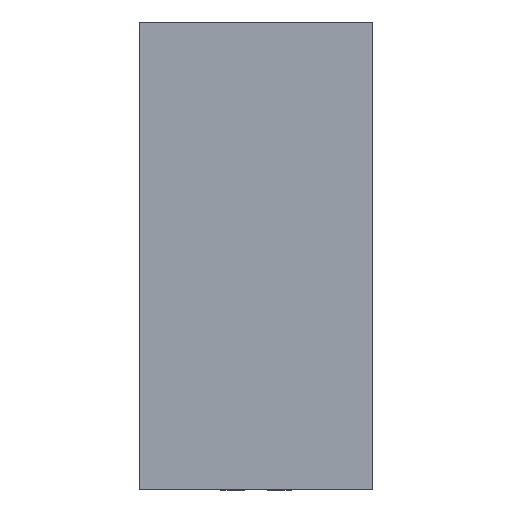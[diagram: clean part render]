
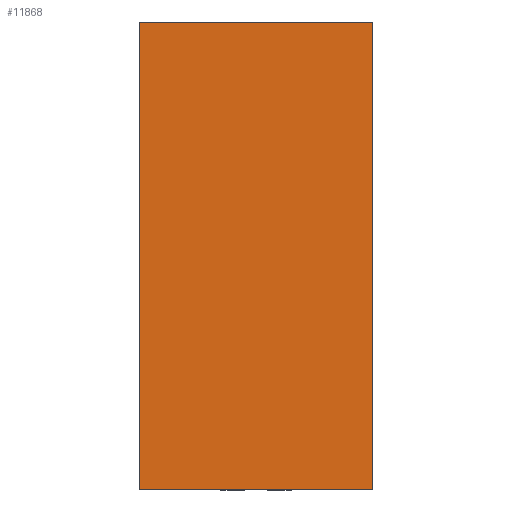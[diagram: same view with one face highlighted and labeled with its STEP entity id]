
A CAD part, top view. The second image highlights one B-rep face of the part: STEP entity #11868.
In plain terms, the highlighted face is planar.
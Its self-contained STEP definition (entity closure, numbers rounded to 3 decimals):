
#9271=DIRECTION('',(0.,0.,1.));
#9272=VECTOR('',#9271,4.);
#9273=CARTESIAN_POINT('',(-1.,0.525,-2.));
#9274=LINE('',#9273,#9272);
#9278=DIRECTION('',(-1.,0.,0.));
#9279=VECTOR('',#9278,2.);
#9280=CARTESIAN_POINT('',(1.,0.525,-2.));
#9281=LINE('',#9280,#9279);
#9285=DIRECTION('',(0.,0.,-1.));
#9286=VECTOR('',#9285,4.);
#9287=CARTESIAN_POINT('',(1.,0.525,2.));
#9288=LINE('',#9287,#9286);
#9292=DIRECTION('',(1.,0.,0.));
#9293=VECTOR('',#9292,2.);
#9294=CARTESIAN_POINT('',(-1.,0.525,2.));
#9295=LINE('',#9294,#9293);
#10245=CARTESIAN_POINT('',(-1.,0.525,-2.));
#10246=CARTESIAN_POINT('',(-1.,0.525,2.));
#10247=VERTEX_POINT('',#10245);
#10248=VERTEX_POINT('',#10246);
#10249=CARTESIAN_POINT('',(1.,0.525,2.));
#10250=VERTEX_POINT('',#10249);
#10251=CARTESIAN_POINT('',(1.,0.525,-2.));
#10252=VERTEX_POINT('',#10251);
#11855=CARTESIAN_POINT('',(0.,0.525,0.));
#11856=DIRECTION('',(0.,1.,0.));
#11857=DIRECTION('',(1.,0.,0.));
#11858=AXIS2_PLACEMENT_3D('',#11855,#11856,#11857);
#11859=PLANE('',#11858);
#11860=ORIENTED_EDGE('',*,*,#11710,.F.);
#11861=ORIENTED_EDGE('',*,*,#11105,.F.);
#11863=ORIENTED_EDGE('',*,*,#11862,.F.);
#11865=ORIENTED_EDGE('',*,*,#11864,.F.);
#11866=EDGE_LOOP('',(#11860,#11861,#11863,#11865));
#11867=FACE_OUTER_BOUND('',#11866,.F.);
#11105=EDGE_CURVE('',#10252,#10247,#9281,.T.);
#11710=EDGE_CURVE('',#10247,#10248,#9274,.T.);
#11862=EDGE_CURVE('',#10250,#10252,#9288,.T.);
#11864=EDGE_CURVE('',#10248,#10250,#9295,.T.);
#11868=ADVANCED_FACE('',(#11867),#11859,.T.);
